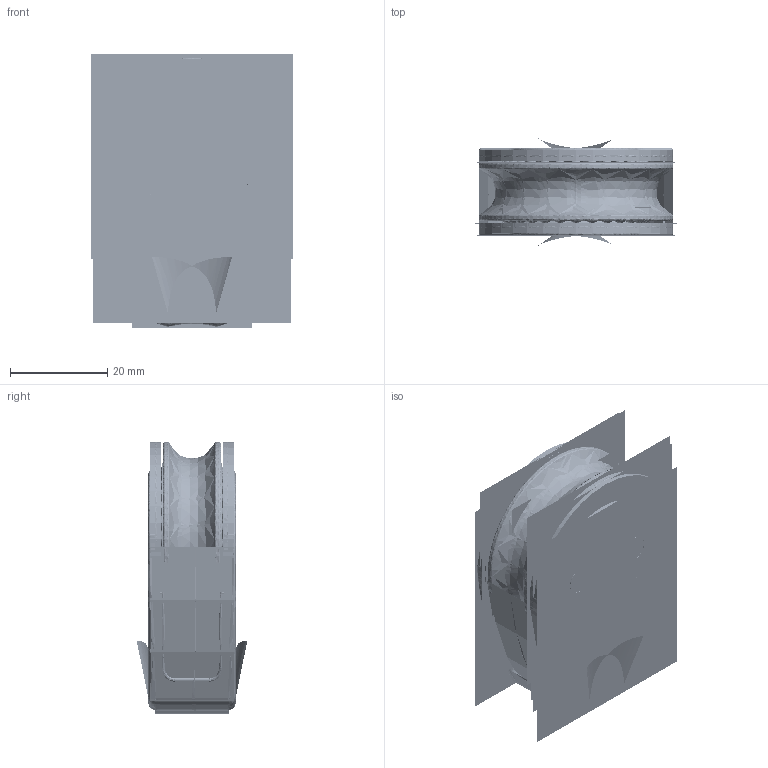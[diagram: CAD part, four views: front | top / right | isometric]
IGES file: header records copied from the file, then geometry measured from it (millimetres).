
Start section:  PTC IGES file: a9040_asm.igs
Global section: file name: a9040_asm.igs; native system: Creo Parametric by PTC Inc.; preprocessor: 2022164; author: ElwellD; organization: Unknown; date: 20230112.103823; units: millimetre
Bounding box: 41.61 x 22.72 x 56.81 mm (x, y, z)
Surface area: 122521.5 mm2 (no closed solid volume)
Topology: 0 solids, 0 shells, 2580 faces, 34290 edges, 44550 vertices
Faces by surface type: revolution 1704, bspline 876
